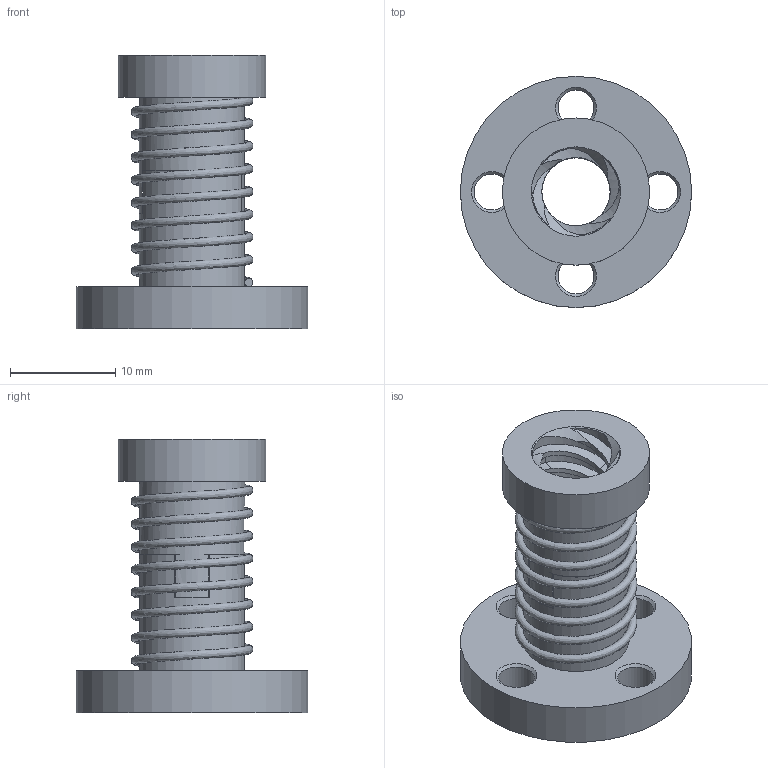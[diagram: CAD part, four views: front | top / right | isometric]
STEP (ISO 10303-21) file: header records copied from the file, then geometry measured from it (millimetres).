
FILE_DESCRIPTION(('FreeCAD Model'),'2;1');
FILE_NAME('Open CASCADE Shape Model','2022-03-22T19:22:09',(''),(''), 'Open CASCADE STEP processor 7.5','FreeCAD','Unknown');
FILE_SCHEMA(('AUTOMOTIVE_DESIGN { 1 0 10303 214 1 1 1 1 }'));
Length unit declared in the file: millimetre
Products named in the file (4): T8 antibacklash nut; Bottom; Top; Spring
Assembly tree (3 placements, depth 2):
  T8 antibacklash nut
    Bottom
    Top
    Spring
Bounding box: 22 x 22 x 26 mm (x, y, z)
Volume: 2294 mm3; surface area: 3688.2 mm2
Topology: 3 solids, 3 shells, 136 faces, 344 edges, 215 vertices
Faces by surface type: bspline 80, cylinder 28, plane 19, cone 9
Full cylindrical faces by diameter (mm): 3.4 x4, 6.5 x2, 10 x2, 14 x1, 22 x1
Entity records: 19689 total; most frequent: CARTESIAN_POINT 14475, B_SPLINE_CURVE_WITH_KNOTS 832, ORIENTED_EDGE 688, PCURVE 688, DEFINITIONAL_REPRESENTATION 688, DIRECTION 350, EDGE_CURVE 344, SURFACE_CURVE 321
